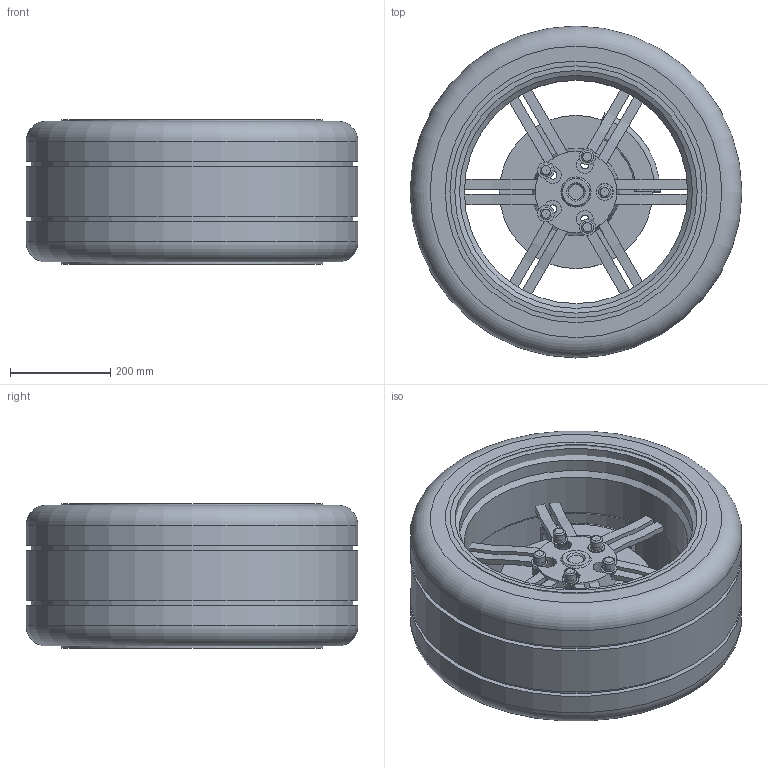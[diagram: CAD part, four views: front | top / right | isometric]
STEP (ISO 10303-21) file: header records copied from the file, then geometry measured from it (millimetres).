
FILE_DESCRIPTION((('zoo.dev export')), '2;1');
FILE_NAME('dump.step', '2024-12-02T20:35:43.036347441+00:00', ('Author unknown'), ('Organization unknown'), 'zoo.dev beta', 'zoo.dev', 'Authorization unknown');
FILE_SCHEMA(('AP203_CONFIGURATION_CONTROLLED_3D_DESIGN_OF_MECHANICAL_PARTS_AND_ASSEMBLIES_MIM_LF'));
Length unit declared in the file: metre
Products named in the file (43): UNIDENTIFIED_PRODUCT
Bounding box: 660.4 x 660.4 x 286.9 mm (x, y, z)
Volume: 50013030.1 mm3; surface area: 3011111.9 mm2
Topology: 44 solids, 44 shells, 269 faces, 482 edges, 312 vertices
Faces by surface type: plane 127, cylinder 85, bspline 42, torus 15
Full cylindrical faces by diameter (mm): 0.002 x5, 12.6 x17, 16 x20, 20.4 x5, 24 x5, 34 x5, 40 x1, 152.4 x1, 156.3 x1, 162.3 x2, 304.8 x2, 444.6 x1, 463.6 x3, 482.6 x3, 501.6 x2, 520.6 x2, 640.4 x2, 660.4 x3
Entity records: 7277 total; most frequent: CARTESIAN_POINT 1710, DIRECTION 1012, ORIENTED_EDGE 754, EDGE_CURVE 511, EDGE_LOOP 455, FACE_BOUND 455, AXIS2_PLACEMENT_3D 449, VERTEX_POINT 312
